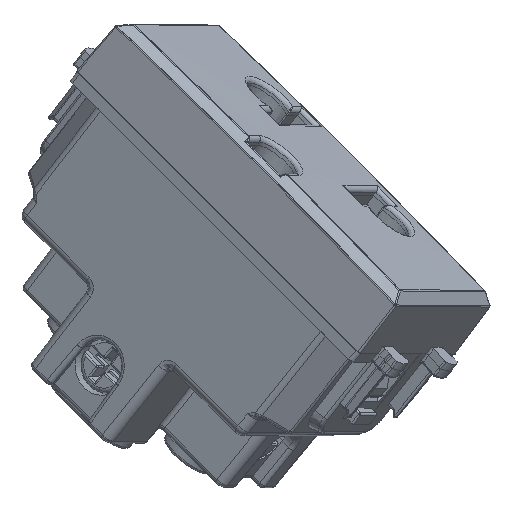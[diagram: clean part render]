
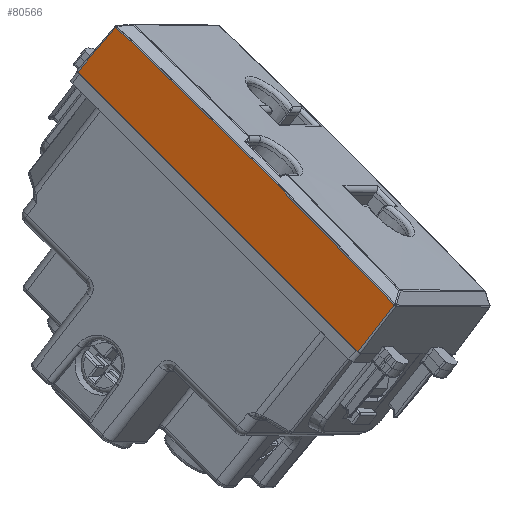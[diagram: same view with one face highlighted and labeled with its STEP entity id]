
A CAD part, isometric view. The second image highlights one B-rep face of the part: STEP entity #80566.
In plain terms, the highlighted face is planar.
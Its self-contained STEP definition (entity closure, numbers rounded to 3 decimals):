
#79256=CARTESIAN_POINT('Vertex',(11.125,-22.168,1.275)) ;
#79407=CARTESIAN_POINT('Vertex',(11.125,22.168,1.275)) ;
#79637=CARTESIAN_POINT('Line Origine',(11.125,0.,1.275)) ;
#80205=CARTESIAN_POINT('Vertex',(11.125,-22.25,1.275)) ;
#80213=CARTESIAN_POINT('Line Origine',(11.125,-22.209,1.275)) ;
#80244=CARTESIAN_POINT('Vertex',(11.125,22.25,1.275)) ;
#80249=CARTESIAN_POINT('Line Origine',(11.125,22.209,1.275)) ;
#80512=CARTESIAN_POINT('Axis2P3D Location',(11.125,0.,1.275)) ;
#80518=CARTESIAN_POINT('Control Point',(10.955,22.05,7.771)) ;
#80519=CARTESIAN_POINT('Control Point',(10.952,17.641,7.889)) ;
#80520=CARTESIAN_POINT('Control Point',(10.949,13.231,7.977)) ;
#80521=CARTESIAN_POINT('Control Point',(10.948,8.82,8.036)) ;
#80522=CARTESIAN_POINT('Control Point',(10.946,0.,8.095)) ;
#80523=CARTESIAN_POINT('Control Point',(10.948,-8.82,8.036)) ;
#80524=CARTESIAN_POINT('Control Point',(10.949,-13.231,7.977)) ;
#80525=CARTESIAN_POINT('Control Point',(10.952,-17.641,7.889)) ;
#80526=CARTESIAN_POINT('Control Point',(10.955,-22.05,7.771)) ;
#80527=CARTESIAN_POINT('Vertex',(10.955,22.05,7.771)) ;
#80529=CARTESIAN_POINT('Vertex',(10.955,-22.05,7.771)) ;
#80532=CARTESIAN_POINT('Line Origine',(10.955,-22.065,7.754)) ;
#80536=CARTESIAN_POINT('Vertex',(10.956,-22.081,7.738)) ;
#80539=CARTESIAN_POINT('Line Origine',(11.04,-22.165,4.506)) ;
#80544=CARTESIAN_POINT('Line Origine',(11.04,22.165,4.506)) ;
#80548=CARTESIAN_POINT('Vertex',(10.956,22.081,7.738)) ;
#80551=CARTESIAN_POINT('Line Origine',(10.955,22.065,7.754)) ;
#79638=DIRECTION('Vector Direction',(0.,1.,0.)) ;
#80214=DIRECTION('Vector Direction',(0.,1.,0.)) ;
#80250=DIRECTION('Vector Direction',(0.,1.,0.)) ;
#80513=DIRECTION('Axis2P3D Direction',(-1.,0.,-0.026)) ;
#80514=DIRECTION('Axis2P3D XDirection',(-0.026,0.,1.)) ;
#80533=DIRECTION('Vector Direction',(0.019,-0.689,-0.725)) ;
#80540=DIRECTION('Vector Direction',(-0.026,0.026,0.999)) ;
#80545=DIRECTION('Vector Direction',(-0.026,-0.026,0.999)) ;
#80552=DIRECTION('Vector Direction',(-0.019,-0.689,0.725)) ;
#80515=AXIS2_PLACEMENT_3D('Plane Axis2P3D',#80512,#80513,#80514) ;
#80557=ORIENTED_EDGE('',*,*,#80531,.T.) ;
#80558=ORIENTED_EDGE('',*,*,#80538,.F.) ;
#80559=ORIENTED_EDGE('',*,*,#80543,.F.) ;
#80560=ORIENTED_EDGE('',*,*,#80217,.T.) ;
#80561=ORIENTED_EDGE('',*,*,#79641,.T.) ;
#80562=ORIENTED_EDGE('',*,*,#80253,.T.) ;
#80563=ORIENTED_EDGE('',*,*,#80550,.F.) ;
#80564=ORIENTED_EDGE('',*,*,#80555,.F.) ;
#79639=VECTOR('Line Direction',#79638,1.) ;
#80215=VECTOR('Line Direction',#80214,1.) ;
#80251=VECTOR('Line Direction',#80250,1.) ;
#80534=VECTOR('Line Direction',#80533,1.) ;
#80541=VECTOR('Line Direction',#80540,1.) ;
#80546=VECTOR('Line Direction',#80545,1.) ;
#80553=VECTOR('Line Direction',#80552,1.) ;
#80566=ADVANCED_FACE('1/4 MODELLO',(#80565),#80516,.F.) ;
#80517=B_SPLINE_CURVE_WITH_KNOTS('',5,(#80518,#80519,#80520,#80521,#80522,#80523,#80524,#80525,#80526),.UNSPECIFIED.,.F.,.U.,(6,3,6),(16.259,54.473,92.687),.UNSPECIFIED.) ;
#79641=EDGE_CURVE('',#79257,#79408,#79640,.T.) ;
#80217=EDGE_CURVE('',#80206,#79257,#80216,.T.) ;
#80253=EDGE_CURVE('',#79408,#80245,#80252,.T.) ;
#80531=EDGE_CURVE('',#80528,#80530,#80517,.T.) ;
#80538=EDGE_CURVE('',#80537,#80530,#80535,.F.) ;
#80543=EDGE_CURVE('',#80206,#80537,#80542,.T.) ;
#80550=EDGE_CURVE('',#80549,#80245,#80547,.F.) ;
#80555=EDGE_CURVE('',#80528,#80549,#80554,.F.) ;
#80556=EDGE_LOOP('',(#80557,#80558,#80559,#80560,#80561,#80562,#80563,#80564)) ;
#80565=FACE_OUTER_BOUND('',#80556,.T.) ;
#79640=LINE('Line',#79637,#79639) ;
#80216=LINE('Line',#80213,#80215) ;
#80252=LINE('Line',#80249,#80251) ;
#80535=LINE('Line',#80532,#80534) ;
#80542=LINE('Line',#80539,#80541) ;
#80547=LINE('Line',#80544,#80546) ;
#80554=LINE('Line',#80551,#80553) ;
#80516=PLANE('',#80515) ;
#79257=VERTEX_POINT('',#79256) ;
#79408=VERTEX_POINT('',#79407) ;
#80206=VERTEX_POINT('',#80205) ;
#80245=VERTEX_POINT('',#80244) ;
#80528=VERTEX_POINT('',#80527) ;
#80530=VERTEX_POINT('',#80529) ;
#80537=VERTEX_POINT('',#80536) ;
#80549=VERTEX_POINT('',#80548) ;
